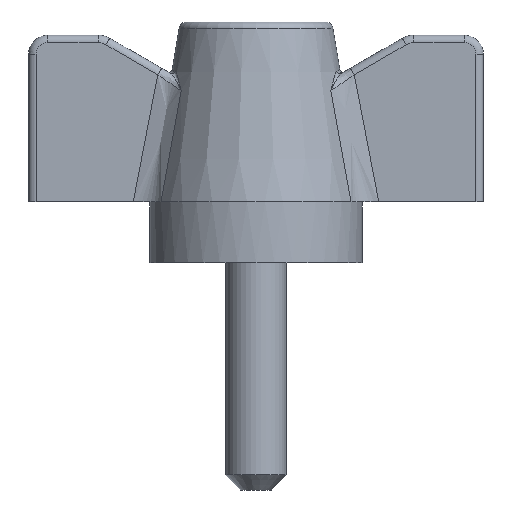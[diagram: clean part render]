
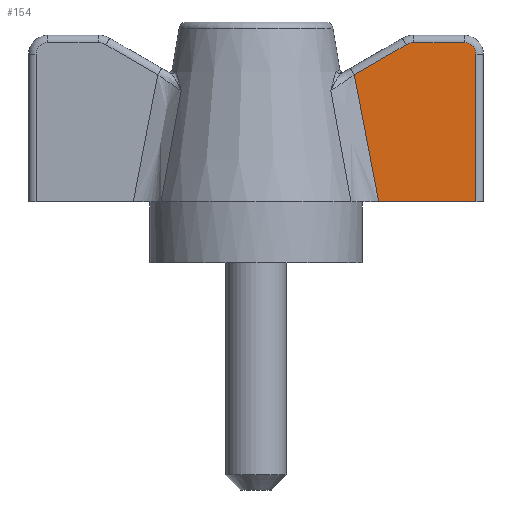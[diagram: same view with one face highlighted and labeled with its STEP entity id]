
A CAD part, front view. The second image highlights one B-rep face of the part: STEP entity #154.
In plain terms, the highlighted planar face has unit normal (0, -1, 0).
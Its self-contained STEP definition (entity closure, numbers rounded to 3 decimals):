
#154 = ADVANCED_FACE( '', ( #327 ), #328, .T. );
#327 = FACE_OUTER_BOUND( '', #1108, .T. );
#328 = PLANE( '', #1109 );
#1108 = EDGE_LOOP( '', ( #1803, #1804, #1805, #1806, #1807, #1808, #1809 ) );
#1109 = AXIS2_PLACEMENT_3D( '', #1810, #1811, #1812 );
#1803 = ORIENTED_EDGE( '', *, *, #2027, .T. );
#1804 = ORIENTED_EDGE( '', *, *, #1965, .T. );
#1805 = ORIENTED_EDGE( '', *, *, #2097, .T. );
#1806 = ORIENTED_EDGE( '', *, *, #2098, .T. );
#1807 = ORIENTED_EDGE( '', *, *, #2099, .T. );
#1808 = ORIENTED_EDGE( '', *, *, #1992, .T. );
#1809 = ORIENTED_EDGE( '', *, *, #2030, .T. );
#1810 = CARTESIAN_POINT( '', ( 3.196, -2., 4. ) );
#1811 = DIRECTION( '', ( 0., -1., 0. ) );
#1812 = DIRECTION( '', ( 0., 0., -1. ) );
#1965 = EDGE_CURVE( '', #2148, #2153, #2155, .T. );
#1992 = EDGE_CURVE( '', #2192, #2197, #2199, .T. );
#2027 = EDGE_CURVE( '', #2250, #2148, #2254, .T. );
#2030 = EDGE_CURVE( '', #2197, #2250, #2257, .T. );
#2097 = EDGE_CURVE( '', #2153, #2347, #2348, .T. );
#2098 = EDGE_CURVE( '', #2347, #2349, #2350, .T. );
#2099 = EDGE_CURVE( '', #2349, #2192, #2351, .T. );
#2148 = VERTEX_POINT( '', #2406 );
#2153 = VERTEX_POINT( '', #2412 );
#2155 = LINE( '', #2414, #2415 );
#2192 = VERTEX_POINT( '', #2616 );
#2197 = VERTEX_POINT( '', #2621 );
#2199 = CIRCLE( '', #2623, 0.75 );
#2250 = VERTEX_POINT( '', #2785 );
#2254 = CIRCLE( '', #2789, 1. );
#2257 = LINE( '', #2793, #2794 );
#2347 = VERTEX_POINT( '', #3109 );
#2348 = B_SPLINE_CURVE_WITH_KNOTS( '', 3, ( #3110, #3111, #3112, #3113, #3114, #3115, #3116, #3117 ), .UNSPECIFIED., .F., .F., ( 4, 1, 2, 1, 4 ), ( 0.001, 0.003, 0.005, 0.007, 0.009 ), .UNSPECIFIED. );
#2349 = VERTEX_POINT( '', #3118 );
#2350 = LINE( '', #3119, #3120 );
#2351 = LINE( '', #3121, #3122 );
#2406 = CARTESIAN_POINT( '', ( 9.902, -2., 14.366 ) );
#2412 = CARTESIAN_POINT( '', ( 6.479, -2., 12.39 ) );
#2414 = CARTESIAN_POINT( '', ( 6.627, -2., 12.475 ) );
#2415 = VECTOR( '', #3311, 1000. );
#2616 = CARTESIAN_POINT( '', ( 14.5, -2., 13.75 ) );
#2621 = CARTESIAN_POINT( '', ( 13.75, -2., 14.5 ) );
#2623 = AXIS2_PLACEMENT_3D( '', #3346, #3347, #3348 );
#2785 = CARTESIAN_POINT( '', ( 10.402, -2., 14.5 ) );
#2789 = AXIS2_PLACEMENT_3D( '', #3397, #3398, #3399 );
#2793 = CARTESIAN_POINT( '', ( 10.402, -2., 14.5 ) );
#2794 = VECTOR( '', #3401, 1000. );
#3109 = CARTESIAN_POINT( '', ( 8.094, -2., 4. ) );
#3110 = CARTESIAN_POINT( '', ( 6.479, -2., 12.39 ) );
#3111 = CARTESIAN_POINT( '', ( 6.618, -2., 11.692 ) );
#3112 = CARTESIAN_POINT( '', ( 6.892, -2., 10.294 ) );
#3113 = CARTESIAN_POINT( '', ( 7.162, -2., 8.896 ) );
#3114 = CARTESIAN_POINT( '', ( 7.431, -2., 7.498 ) );
#3115 = CARTESIAN_POINT( '', ( 7.698, -2., 6.099 ) );
#3116 = CARTESIAN_POINT( '', ( 7.962, -2., 4.7 ) );
#3117 = CARTESIAN_POINT( '', ( 8.094, -2., 4. ) );
#3118 = CARTESIAN_POINT( '', ( 14.5, -2., 4. ) );
#3119 = CARTESIAN_POINT( '', ( 3.196, -2., 4. ) );
#3120 = VECTOR( '', #3475, 1000. );
#3121 = CARTESIAN_POINT( '', ( 14.5, -2., 13.75 ) );
#3122 = VECTOR( '', #3476, 1000. );
#3311 = DIRECTION( '', ( -0.866, 0., -0.5 ) );
#3346 = CARTESIAN_POINT( '', ( 13.75, -2., 13.75 ) );
#3347 = DIRECTION( '', ( 0., -1., 0. ) );
#3348 = DIRECTION( '', ( 0., 0., -1. ) );
#3397 = CARTESIAN_POINT( '', ( 10.402, -2., 13.5 ) );
#3398 = DIRECTION( '', ( 0., -1., 0. ) );
#3399 = DIRECTION( '', ( 0., 0., -1. ) );
#3401 = DIRECTION( '', ( -1., 0., 0. ) );
#3475 = DIRECTION( '', ( 1., 0., 0. ) );
#3476 = DIRECTION( '', ( 0., 0., 1. ) );
